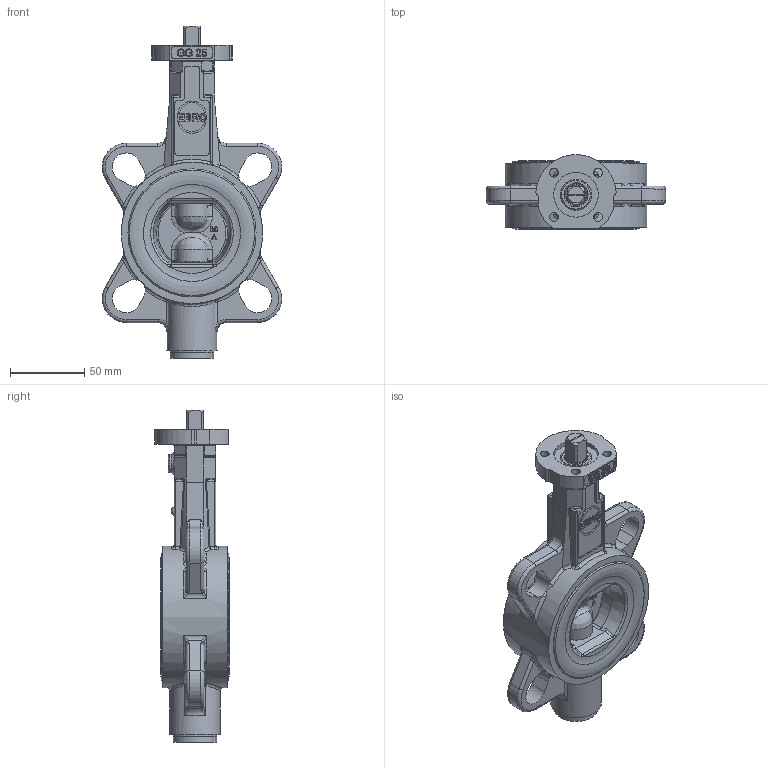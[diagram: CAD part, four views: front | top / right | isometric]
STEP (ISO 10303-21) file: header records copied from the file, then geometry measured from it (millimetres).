
FILE_DESCRIPTION((''),'2;1');
FILE_NAME('Z411-A DN50 Da63 SDR11-17-33.stp','2014-08-06T13:04:42',('zank'),(''),'Autodesk Inventor 2013','Autodesk Inventor 2013','');
FILE_SCHEMA(('AUTOMOTIVE_DESIGN { 1 0 10303 214 1 1 1 1 }'));
Length unit declared in the file: millimetre
Products named in the file (14): Z411-A da 063; Z51F-050-0001-22; ME1Y-050-0002-22; SN2F-050-0004-32 16bar; WOVB-050-0001-46; WUXB-050-0000-42; O-Ring 10x2; DIN 908  (Feingewinde) M24 x 1.5; DIN 915  (Regelgewinde) M6 x 10; KLXF-050-0005-42 (1); KLXF-050-0005-42 (2); KTXF-100-0000-30; DIN EN ISO 8746  A 3 x 6 - A St; DIN 7603  A A24 x 29  (Pag)
Assembly tree (17 placements, depth 2):
  Z411-A da 063
    Z51F-050-0001-22
    ME1Y-050-0002-22
    SN2F-050-0004-32 16bar
    WOVB-050-0001-46
    WUXB-050-0000-42
    O-Ring 10x2  x3
    DIN 908  (Feingewinde) M24 x 1.5
    DIN 915  (Regelgewinde) M6 x 10
    KLXF-050-0005-42 (1)  x2
    KLXF-050-0005-42 (2)
    KTXF-100-0000-30
    DIN EN ISO 8746  A 3 x 6 - A St  x2
    DIN 7603  A A24 x 29  (Pag)
Bounding box: 120.39 x 49.98 x 222.95 mm (x, y, z)
Volume: 386950.7 mm3; surface area: 132077.9 mm2
Topology: 17 solids, 17 shells, 1088 faces, 2741 edges, 1693 vertices
Faces by surface type: plane 369, bspline 345, cylinder 214, torus 79, cone 59, sphere 22
Full cylindrical faces by diameter (mm): 3 x2, 3.2 x2, 4 x1, 4.917 x2, 6 x5, 10 x3, 10.8 x3, 11 x1, 12.2 x3, 13 x4, 13.5 x2, 14 x10, 14.18 x3, 14.2 x2, 20.95 x3, 21 x4, 21.2 x3, 22.376 x1, 24 x1, 24.3 x1, 28.9 x1, 29 x1, 30 x1, 34 x1, 62.5 x2, 63.3 x2, 79.8 x2, 80 x2, 85.8 x2, 86 x2
Entity records: 38415 total; most frequent: CARTESIAN_POINT 15381, ORIENTED_EDGE 4962, DIRECTION 3933, EDGE_CURVE 2481, VERTEX_POINT 1620, AXIS2_PLACEMENT_3D 1499, EDGE_LOOP 1265, FACE_OUTER_BOUND 1055
